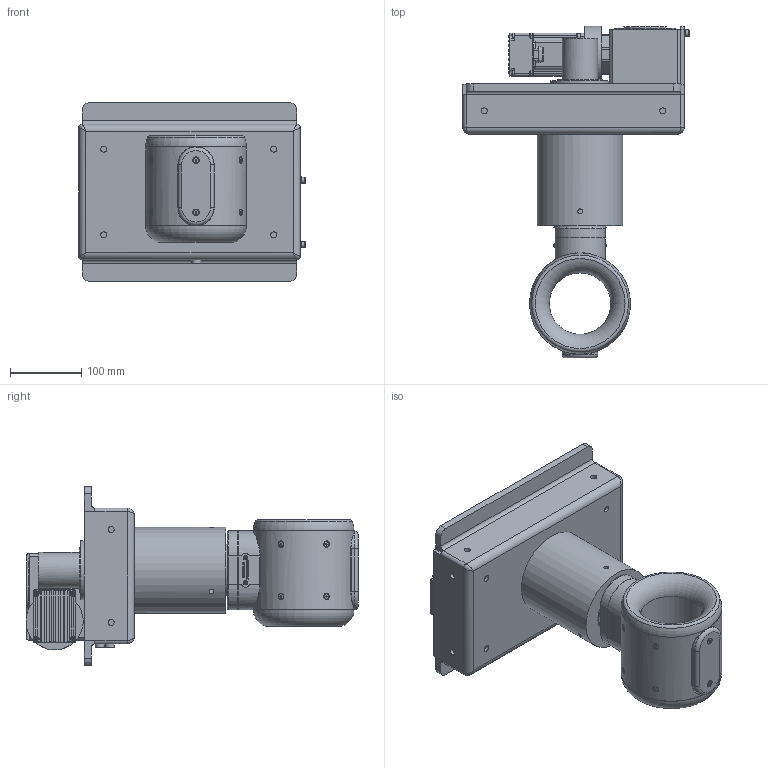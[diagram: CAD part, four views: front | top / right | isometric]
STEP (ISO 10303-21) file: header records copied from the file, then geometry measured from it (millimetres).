
FILE_DESCRIPTION (( 'STEP AP214' ), '1' );
FILE_NAME ('P-087-030-rev-F-M086-MS.STEP', '2026-03-06T16:10:03', ( '' ), ( '' ), 'SwSTEP 2.0', 'SolidWorks 2024', '' );
FILE_SCHEMA (( 'AUTOMOTIVE_DESIGN' ));
Length unit declared in the file: millimetre
Products named in the file (1): P-087-030-rev-F-M086-MS
Bounding box: 317 x 464.63 x 250 mm (x, y, z)
Volume: 9067077 mm3; surface area: 482556.7 mm2
Topology: 1 solids, 1 shells, 1321 faces, 3323 edges, 2105 vertices
Faces by surface type: plane 811, cylinder 250, bspline 164, torus 56, cone 36, sphere 4
Full cylindrical faces by diameter (mm): 3.2 x2, 5.5 x4, 5.7 x4, 6 x2, 6.8 x3, 7.64 x10, 8.5 x18, 10 x2, 13 x2, 50 x1, 60 x1, 80 x1, 86 x1, 120 x1
Entity records: 55707 total; most frequent: CARTESIAN_POINT 14487, ORIENTED_EDGE 6298, DIRECTION 5415, EDGE_CURVE 3149, VERTEX_POINT 2044, AXIS2_PLACEMENT_3D 1832, LINE 1751, VECTOR 1751
